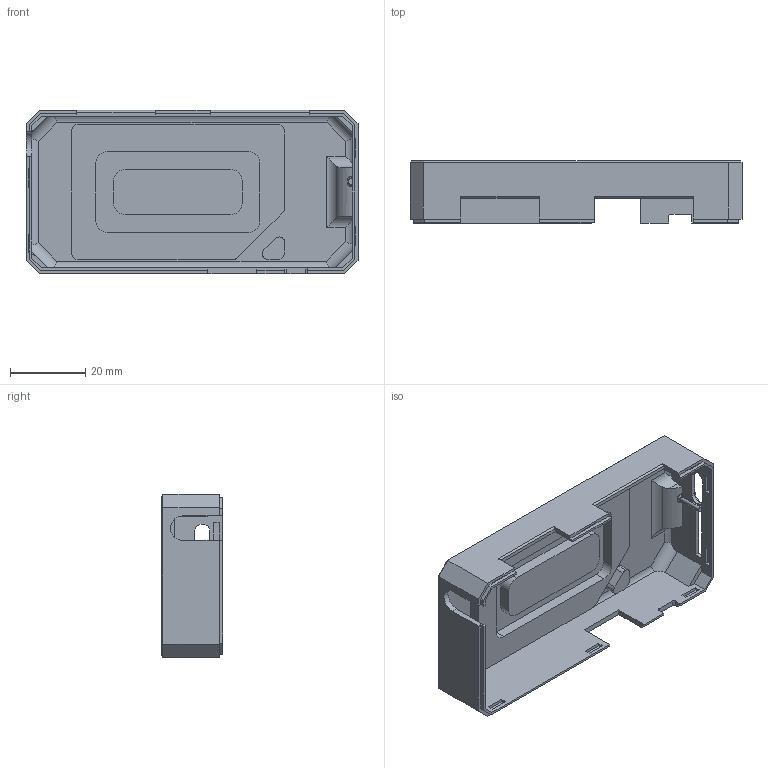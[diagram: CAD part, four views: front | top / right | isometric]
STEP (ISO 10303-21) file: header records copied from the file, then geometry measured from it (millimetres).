
FILE_DESCRIPTION (( 'STEP AP214' ), '1' );
FILE_NAME ('Bottom_Shell.STEP', '2026-02-11T08:26:12', ( '' ), ( '' ), 'SwSTEP 2.0', 'SolidWorks 2020', '' );
FILE_SCHEMA (( 'AUTOMOTIVE_DESIGN' ));
Length unit declared in the file: millimetre
Products named in the file (1): Bottom_Shell
Bounding box: 88.5 x 16.5 x 43.5 mm (x, y, z)
Volume: 11568.1 mm3; surface area: 15905.5 mm2
Topology: 1 solids, 1 shells, 225 faces, 642 edges, 413 vertices
Faces by surface type: plane 161, cylinder 57, torus 5, bspline 2
Entity records: 7373 total; most frequent: CARTESIAN_POINT 1491, ORIENTED_EDGE 1284, DIRECTION 1131, EDGE_CURVE 642, VECTOR 521, LINE 521, VERTEX_POINT 413, AXIS2_PLACEMENT_3D 305
